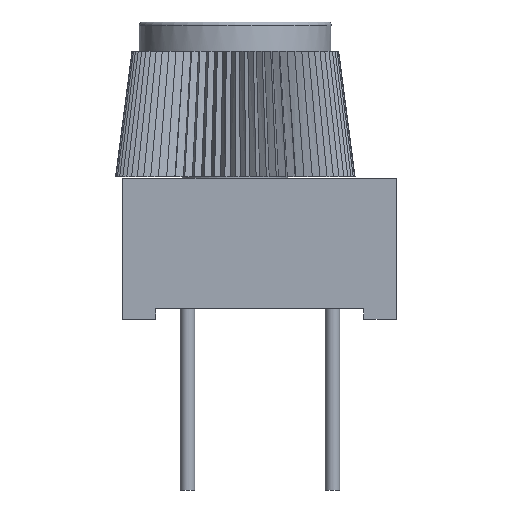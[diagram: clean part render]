
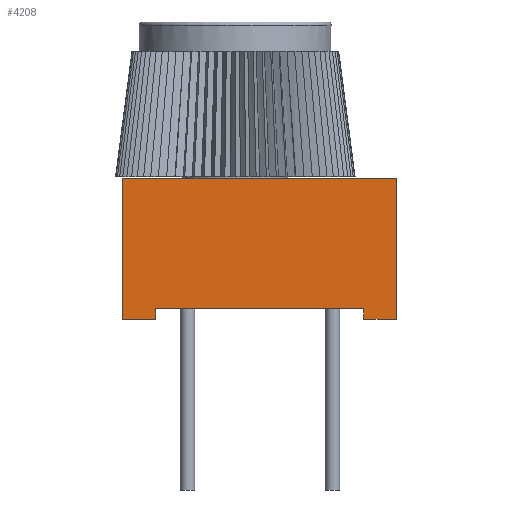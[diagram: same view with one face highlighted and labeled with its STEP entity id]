
A CAD part, front view. The second image highlights one B-rep face of the part: STEP entity #4208.
In plain terms, the highlighted planar face has unit normal (0, -1, 0).
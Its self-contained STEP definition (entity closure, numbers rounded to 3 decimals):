
#261 = VERTEX_POINT('',#262);
#262 = CARTESIAN_POINT('',(-2.267,-2.248,4.952));
#268 = EDGE_CURVE('',#261,#269,#271,.T.);
#269 = VERTEX_POINT('',#270);
#270 = CARTESIAN_POINT('',(7.309,-2.248,4.952));
#271 = LINE('',#272,#273);
#272 = CARTESIAN_POINT('',(-2.267,-2.248,4.952));
#273 = VECTOR('',#274,1.);
#274 = DIRECTION('',(1.,0.,0.));
#4126 = VERTEX_POINT('',#4127);
#4127 = CARTESIAN_POINT('',(-1.124,-2.248,-0.001));
#4133 = EDGE_CURVE('',#4134,#4126,#4136,.T.);
#4134 = VERTEX_POINT('',#4135);
#4135 = CARTESIAN_POINT('',(-2.267,-2.248,-0.001));
#4136 = LINE('',#4137,#4138);
#4137 = CARTESIAN_POINT('',(-2.267,-2.248,-0.001));
#4138 = VECTOR('',#4139,1.);
#4139 = DIRECTION('',(1.,0.,0.));
#4190 = VERTEX_POINT('',#4191);
#4191 = CARTESIAN_POINT('',(-1.124,-2.248,0.38));
#4197 = EDGE_CURVE('',#4190,#4126,#4198,.T.);
#4198 = LINE('',#4199,#4200);
#4199 = CARTESIAN_POINT('',(-1.124,-2.248,0.38));
#4200 = VECTOR('',#4201,1.);
#4201 = DIRECTION('',(0.,0.,-1.));
#4208 = ADVANCED_FACE('',(#4209),#4250,.T.);
#4209 = FACE_BOUND('',#4210,.T.);
#4210 = EDGE_LOOP('',(#4211,#4219,#4227,#4235,#4241,#4242,#4248,#4249));
#4211 = ORIENTED_EDGE('',*,*,#4212,.T.);
#4212 = EDGE_CURVE('',#4190,#4213,#4215,.T.);
#4213 = VERTEX_POINT('',#4214);
#4214 = CARTESIAN_POINT('',(6.166,-2.248,0.38));
#4215 = LINE('',#4216,#4217);
#4216 = CARTESIAN_POINT('',(-1.124,-2.248,0.38));
#4217 = VECTOR('',#4218,1.);
#4218 = DIRECTION('',(1.,0.,0.));
#4219 = ORIENTED_EDGE('',*,*,#4220,.T.);
#4220 = EDGE_CURVE('',#4213,#4221,#4223,.T.);
#4221 = VERTEX_POINT('',#4222);
#4222 = CARTESIAN_POINT('',(6.166,-2.248,-0.001));
#4223 = LINE('',#4224,#4225);
#4224 = CARTESIAN_POINT('',(6.166,-2.248,0.38));
#4225 = VECTOR('',#4226,1.);
#4226 = DIRECTION('',(0.,0.,-1.));
#4227 = ORIENTED_EDGE('',*,*,#4228,.T.);
#4228 = EDGE_CURVE('',#4221,#4229,#4231,.T.);
#4229 = VERTEX_POINT('',#4230);
#4230 = CARTESIAN_POINT('',(7.309,-2.248,-0.001));
#4231 = LINE('',#4232,#4233);
#4232 = CARTESIAN_POINT('',(6.166,-2.248,-0.001));
#4233 = VECTOR('',#4234,1.);
#4234 = DIRECTION('',(1.,0.,0.));
#4235 = ORIENTED_EDGE('',*,*,#4236,.T.);
#4236 = EDGE_CURVE('',#4229,#269,#4237,.T.);
#4237 = LINE('',#4238,#4239);
#4238 = CARTESIAN_POINT('',(7.309,-2.248,-0.001));
#4239 = VECTOR('',#4240,1.);
#4240 = DIRECTION('',(0.,0.,1.));
#4241 = ORIENTED_EDGE('',*,*,#268,.F.);
#4242 = ORIENTED_EDGE('',*,*,#4243,.F.);
#4243 = EDGE_CURVE('',#4134,#261,#4244,.T.);
#4244 = LINE('',#4245,#4246);
#4245 = CARTESIAN_POINT('',(-2.267,-2.248,-0.001));
#4246 = VECTOR('',#4247,1.);
#4247 = DIRECTION('',(0.,0.,1.));
#4248 = ORIENTED_EDGE('',*,*,#4133,.T.);
#4249 = ORIENTED_EDGE('',*,*,#4197,.F.);
#4250 = PLANE('',#4251);
#4251 = AXIS2_PLACEMENT_3D('',#4252,#4253,#4254);
#4252 = CARTESIAN_POINT('',(7.309,-2.248,4.952));
#4253 = DIRECTION('',(0.,-1.,0.));
#4254 = DIRECTION('',(-1.,0.,0.));
